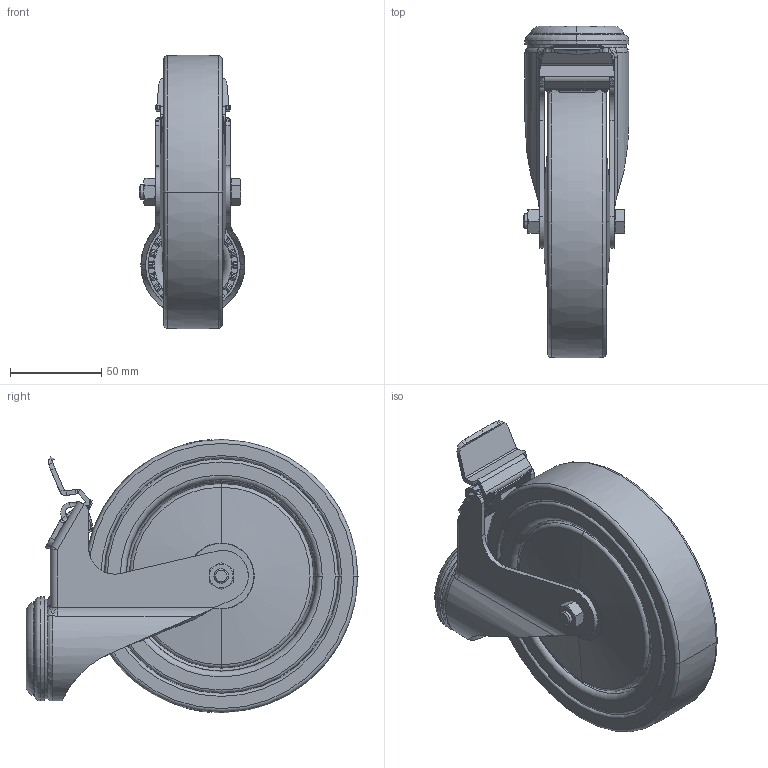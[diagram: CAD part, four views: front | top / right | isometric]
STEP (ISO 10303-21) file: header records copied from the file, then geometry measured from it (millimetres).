
FILE_DESCRIPTION (( 'STEP AP203' ), '1' );
FILE_NAME ('LKRA-VPA_150K-FI-FA_294744-203.step', '2012-10-27T15:11:55', ( 'Matthias Senn' ), ( 'Blickle Räder+Rollen' ), 'SwSTEP 2.0', 'SolidWorks 2010', '' );
FILE_SCHEMA (( 'CONFIG_CONTROL_DESIGN' ));
Length unit declared in the file: millimetre
Products named in the file (5): LKRA-VPA_150K-FI-FA_294744-203; VPA-K_G15_VPA_150_8K; FA_G15_FA-VPA_150; GH-LKRA150-FIS_G15; AM_LKRA_12x36_G_G15
Assembly tree (4 placements, depth 2):
  LKRA-VPA_150K-FI-FA_294744-203
    FA_G15_FA-VPA_150
    GH-LKRA150-FIS_G15
    AM_LKRA_12x36_G_G15
    VPA-K_G15_VPA_150_8K
Bounding box: 58 x 181.96 x 149.93 mm (x, y, z)
Volume: 730571 mm3; surface area: 134266.9 mm2
Topology: 5 solids, 5 shells, 1813 faces, 4693 edges, 2959 vertices
Faces by surface type: plane 751, cylinder 401, bspline 385, torus 196, cone 75, sphere 5
Entity records: 77568 total; most frequent: CARTESIAN_POINT 36212, ORIENTED_EDGE 9370, DIRECTION 7090, EDGE_CURVE 4685, VERTEX_POINT 2959, LINE 2372, VECTOR 2372, AXIS2_PLACEMENT_3D 2359
